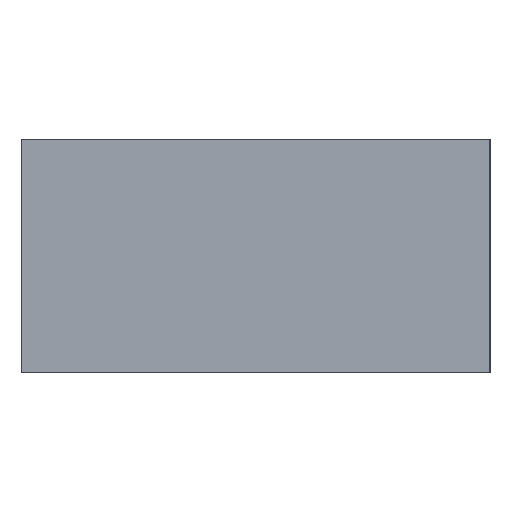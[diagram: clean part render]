
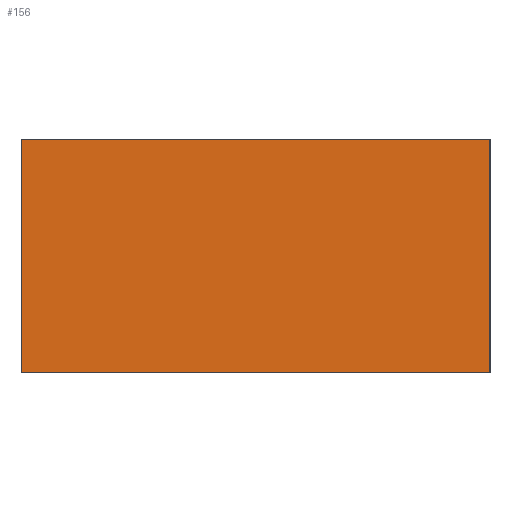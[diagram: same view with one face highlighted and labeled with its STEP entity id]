
A CAD part, left-side view. The second image highlights one B-rep face of the part: STEP entity #156.
In plain terms, the highlighted planar face has unit normal (-1, 0, 0).
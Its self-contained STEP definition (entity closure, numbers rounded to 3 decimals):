
#6 = EDGE_CURVE ( 'NONE', #195, #311, #132, .T. ) ;
#8 = EDGE_CURVE ( 'NONE', #184, #300, #111, .T. ) ;
#12 = EDGE_CURVE ( 'NONE', #184, #195, #103, .T. ) ;
#25 = VECTOR ( 'NONE', #191, 1000. ) ;
#79 = ORIENTED_EDGE ( 'NONE', *, *, #147, .T. ) ;
#82 = FACE_OUTER_BOUND ( 'NONE', #131, .T. ) ;
#89 = ORIENTED_EDGE ( 'NONE', *, *, #6, .F. ) ;
#93 = ORIENTED_EDGE ( 'NONE', *, *, #8, .T. ) ;
#96 = ORIENTED_EDGE ( 'NONE', *, *, #12, .F. ) ;
#100 = LINE ( 'NONE', #323, #108 ) ;
#103 = LINE ( 'NONE', #330, #106 ) ;
#106 = VECTOR ( 'NONE', #322, 1000. ) ;
#108 = VECTOR ( 'NONE', #318, 1000. ) ;
#111 = LINE ( 'NONE', #216, #25 ) ;
#114 = VECTOR ( 'NONE', #214, 1000. ) ;
#131 = EDGE_LOOP ( 'NONE', ( #79, #89, #96, #93 ) ) ;
#132 = LINE ( 'NONE', #334, #114 ) ;
#147 = EDGE_CURVE ( 'NONE', #300, #311, #100, .T. ) ;
#156 = ADVANCED_FACE ( 'NONE', ( #82 ), #229, .F. ) ;
#184 = VERTEX_POINT ( 'NONE', #310 ) ;
#191 = DIRECTION ( 'NONE',  ( 0., 0., -1. ) ) ;
#195 = VERTEX_POINT ( 'NONE', #305 ) ;
#214 = DIRECTION ( 'NONE',  ( 0., 0., -1. ) ) ;
#216 = CARTESIAN_POINT ( 'NONE',  ( 0., 20., 10. ) ) ;
#225 = DIRECTION ( 'NONE',  ( 0., 0., -1. ) ) ;
#226 = DIRECTION ( 'NONE',  ( 1., 0., 0. ) ) ;
#229 = PLANE ( 'NONE',  #348 ) ;
#230 = CARTESIAN_POINT ( 'NONE',  ( 0., 0., 10. ) ) ;
#278 = CARTESIAN_POINT ( 'NONE',  ( 0., 20., 0. ) ) ;
#292 = CARTESIAN_POINT ( 'NONE',  ( 0., 0., 0. ) ) ;
#300 = VERTEX_POINT ( 'NONE', #278 ) ;
#305 = CARTESIAN_POINT ( 'NONE',  ( 0., 0., 10. ) ) ;
#310 = CARTESIAN_POINT ( 'NONE',  ( 0., 20., 10. ) ) ;
#311 = VERTEX_POINT ( 'NONE', #292 ) ;
#318 = DIRECTION ( 'NONE',  ( 0., -1., 0. ) ) ;
#322 = DIRECTION ( 'NONE',  ( 0., -1., 0. ) ) ;
#323 = CARTESIAN_POINT ( 'NONE',  ( 0., 0., 0. ) ) ;
#330 = CARTESIAN_POINT ( 'NONE',  ( 0., 0., 10. ) ) ;
#334 = CARTESIAN_POINT ( 'NONE',  ( 0., 0., 10. ) ) ;
#348 = AXIS2_PLACEMENT_3D ( 'NONE', #230, #226, #225 ) ;
